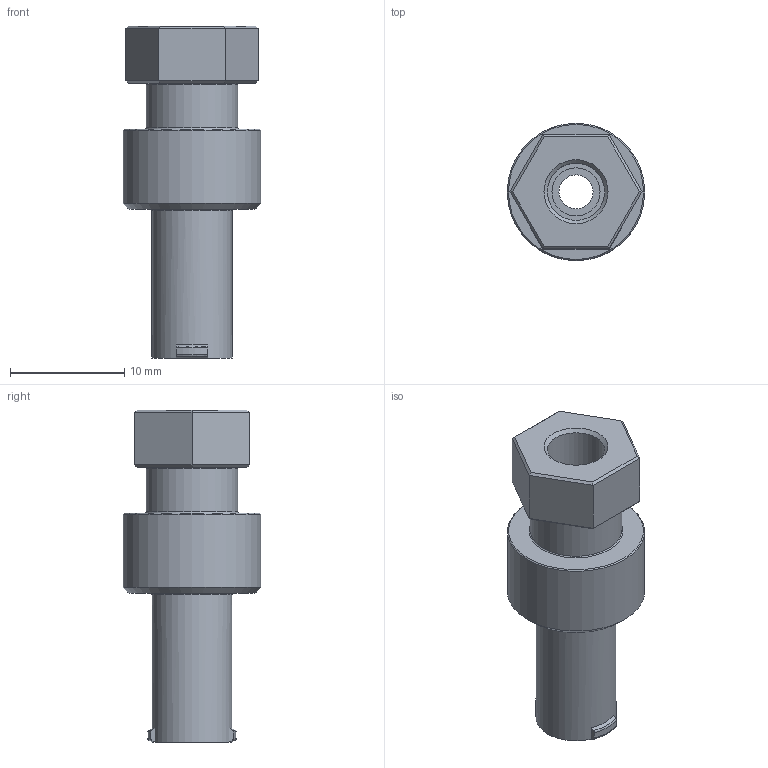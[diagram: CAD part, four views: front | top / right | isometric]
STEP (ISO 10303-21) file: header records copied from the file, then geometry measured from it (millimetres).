
FILE_DESCRIPTION((''),'1');
FILE_NAME('594SolidModel.stp', '2015-08-03T05:42:11',(''), (''), 'KCM Version 1.1.477.0', 'Kubotek KeyCreator', '');
FILE_SCHEMA(('AUTOMOTIVE_DESIGN'));
Length unit declared in the file: millimetre
Bounding box: 12 x 12 x 29 mm (x, y, z)
Volume: 1559.1 mm3; surface area: 1434.4 mm2
Topology: 1 solids, 1 shells, 52 faces, 118 edges, 73 vertices
Faces by surface type: plane 29, torus 8, cone 8, cylinder 7
Full cylindrical faces by diameter (mm): 4.2 x1, 5 x1, 7 x1, 8 x1, 12 x1
Entity records: 1459 total; most frequent: CARTESIAN_POINT 306, ORIENTED_EDGE 236, DIRECTION 231, EDGE_CURVE 118, AXIS2_PLACEMENT_3D 86, VERTEX_POINT 73, EDGE_LOOP 59, VECTOR 59
